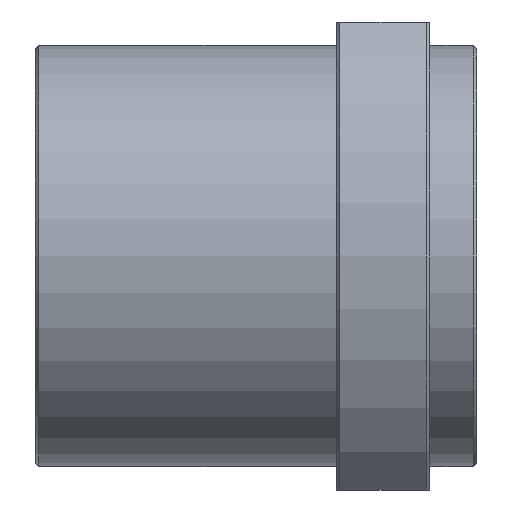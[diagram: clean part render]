
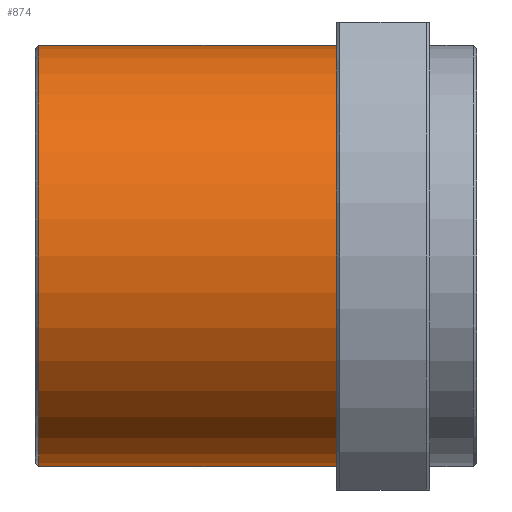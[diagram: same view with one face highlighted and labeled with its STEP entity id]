
A CAD part, front view. The second image highlights one B-rep face of the part: STEP entity #874.
In plain terms, the highlighted cylindrical face has radius 31.5 mm (diameter 63 mm), a full revolution.
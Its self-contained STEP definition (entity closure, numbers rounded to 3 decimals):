
#32 = AXIS2_PLACEMENT_3D ( 'NONE', #459, #148, #883 ) ;
#40 = CYLINDRICAL_SURFACE ( 'NONE', #238, 31.5 ) ;
#98 = EDGE_LOOP ( 'NONE', ( #479 ) ) ;
#115 = CARTESIAN_POINT ( 'NONE',  ( 45., 0., 31.5 ) ) ;
#148 = DIRECTION ( 'NONE',  ( -1., 0., 0. ) ) ;
#238 = AXIS2_PLACEMENT_3D ( 'NONE', #644, #266, #914 ) ;
#262 = VERTEX_POINT ( 'NONE', #115 ) ;
#266 = DIRECTION ( 'NONE',  ( -1., 0., 0. ) ) ;
#300 = EDGE_CURVE ( 'NONE', #262, #262, #325, .T. ) ;
#325 = CIRCLE ( 'NONE', #32, 31.5 ) ;
#351 = VERTEX_POINT ( 'NONE', #502 ) ;
#394 = AXIS2_PLACEMENT_3D ( 'NONE', #481, #696, #400 ) ;
#400 = DIRECTION ( 'NONE',  ( 0., 0., -1. ) ) ;
#408 = FACE_OUTER_BOUND ( 'NONE', #784, .T. ) ;
#441 = EDGE_CURVE ( 'NONE', #351, #351, #685, .T. ) ;
#459 = CARTESIAN_POINT ( 'NONE',  ( 45., 0., 0. ) ) ;
#479 = ORIENTED_EDGE ( 'NONE', *, *, #300, .T. ) ;
#481 = CARTESIAN_POINT ( 'NONE',  ( 0.5, 0., 0. ) ) ;
#502 = CARTESIAN_POINT ( 'NONE',  ( 0.5, 0., -31.5 ) ) ;
#644 = CARTESIAN_POINT ( 'NONE',  ( 0., 0., 0. ) ) ;
#685 = CIRCLE ( 'NONE', #394, 31.5 ) ;
#696 = DIRECTION ( 'NONE',  ( 1., 0., 0. ) ) ;
#773 = ORIENTED_EDGE ( 'NONE', *, *, #441, .T. ) ;
#782 = FACE_OUTER_BOUND ( 'NONE', #98, .T. ) ;
#784 = EDGE_LOOP ( 'NONE', ( #773 ) ) ;
#874 = ADVANCED_FACE ( 'NONE', ( #408, #782 ), #40, .T. ) ;
#883 = DIRECTION ( 'NONE',  ( 0., 0., 1. ) ) ;
#914 = DIRECTION ( 'NONE',  ( 0., 0., 1. ) ) ;
